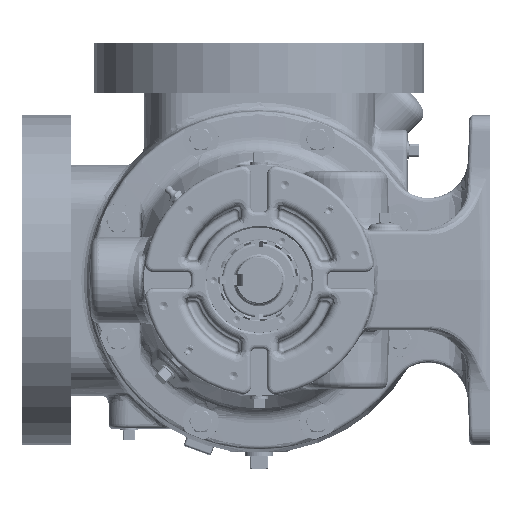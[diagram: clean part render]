
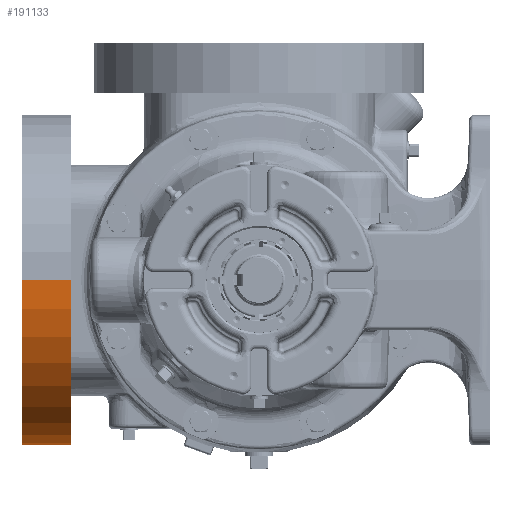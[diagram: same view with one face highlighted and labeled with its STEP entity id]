
A CAD part, left-side view. The second image highlights one B-rep face of the part: STEP entity #191133.
In plain terms, the highlighted cylindrical face has radius 127 mm (diameter 254 mm), a partial arc.
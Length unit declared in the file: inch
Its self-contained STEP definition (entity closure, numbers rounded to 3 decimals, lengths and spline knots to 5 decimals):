
#2863 = ORIENTED_EDGE ( 'NONE', *, *, #125374, .F. ) ;
#9400 = EDGE_CURVE ( 'NONE', #135486, #128750, #133860, .T. ) ;
#49621 = CIRCLE ( 'NONE', #110476, 5. ) ;
#52601 = DIRECTION ( 'NONE',  ( -1., 0., 0. ) ) ;
#55937 = CARTESIAN_POINT ( 'NONE',  ( 3.345, 7.1875, 0. ) ) ;
#56840 = VECTOR ( 'NONE', #232986, 39.37008 ) ;
#76699 = LINE ( 'NONE', #283368, #56840 ) ;
#98387 = CIRCLE ( 'NONE', #276013, 5. ) ;
#102914 = CARTESIAN_POINT ( 'NONE',  ( 3.345, 4.61681, 0. ) ) ;
#110476 = AXIS2_PLACEMENT_3D ( 'NONE', #55937, #191234, #139064 ) ;
#113092 = CARTESIAN_POINT ( 'NONE',  ( -1.655, 7.1875, 0. ) ) ;
#125374 = EDGE_CURVE ( 'NONE', #305979, #128750, #98387, .T. ) ;
#125561 = FACE_OUTER_BOUND ( 'NONE', #217553, .T. ) ;
#126891 = CARTESIAN_POINT ( 'NONE',  ( 8.345, 5.6875, 0. ) ) ;
#128750 = VERTEX_POINT ( 'NONE', #126891 ) ;
#133557 = ORIENTED_EDGE ( 'NONE', *, *, #9400, .T. ) ;
#133860 = LINE ( 'NONE', #187798, #153355 ) ;
#135486 = VERTEX_POINT ( 'NONE', #245120 ) ;
#135550 = DIRECTION ( 'NONE',  ( 0., -1., 0. ) ) ;
#139064 = DIRECTION ( 'NONE',  ( -1., 0., 0. ) ) ;
#153355 = VECTOR ( 'NONE', #135550, 39.37008 ) ;
#159011 = VERTEX_POINT ( 'NONE', #113092 ) ;
#187798 = CARTESIAN_POINT ( 'NONE',  ( 8.345, 4.61681, 0. ) ) ;
#191133 = ADVANCED_FACE ( 'NONE', ( #125561 ), #287033, .T. ) ;
#191234 = DIRECTION ( 'NONE',  ( 0., -1., 0. ) ) ;
#192160 = AXIS2_PLACEMENT_3D ( 'NONE', #102914, #213972, #52601 ) ;
#211588 = DIRECTION ( 'NONE',  ( -1., 0., 0. ) ) ;
#211665 = ORIENTED_EDGE ( 'NONE', *, *, #246296, .T. ) ;
#213972 = DIRECTION ( 'NONE',  ( 0., -1., 0. ) ) ;
#217553 = EDGE_LOOP ( 'NONE', ( #211665, #133557, #2863, #311644 ) ) ;
#232986 = DIRECTION ( 'NONE',  ( 0., -1., 0. ) ) ;
#245120 = CARTESIAN_POINT ( 'NONE',  ( 8.345, 7.1875, 0. ) ) ;
#246296 = EDGE_CURVE ( 'NONE', #159011, #135486, #49621, .T. ) ;
#269282 = CARTESIAN_POINT ( 'NONE',  ( -1.655, 5.6875, 0. ) ) ;
#276013 = AXIS2_PLACEMENT_3D ( 'NONE', #312424, #288078, #211588 ) ;
#283368 = CARTESIAN_POINT ( 'NONE',  ( -1.655, 4.61681, 0. ) ) ;
#287033 = CYLINDRICAL_SURFACE ( 'NONE', #192160, 5. ) ;
#288078 = DIRECTION ( 'NONE',  ( 0., -1., 0. ) ) ;
#305979 = VERTEX_POINT ( 'NONE', #269282 ) ;
#311644 = ORIENTED_EDGE ( 'NONE', *, *, #336856, .F. ) ;
#312424 = CARTESIAN_POINT ( 'NONE',  ( 3.345, 5.6875, 0. ) ) ;
#336856 = EDGE_CURVE ( 'NONE', #159011, #305979, #76699, .T. ) ;
